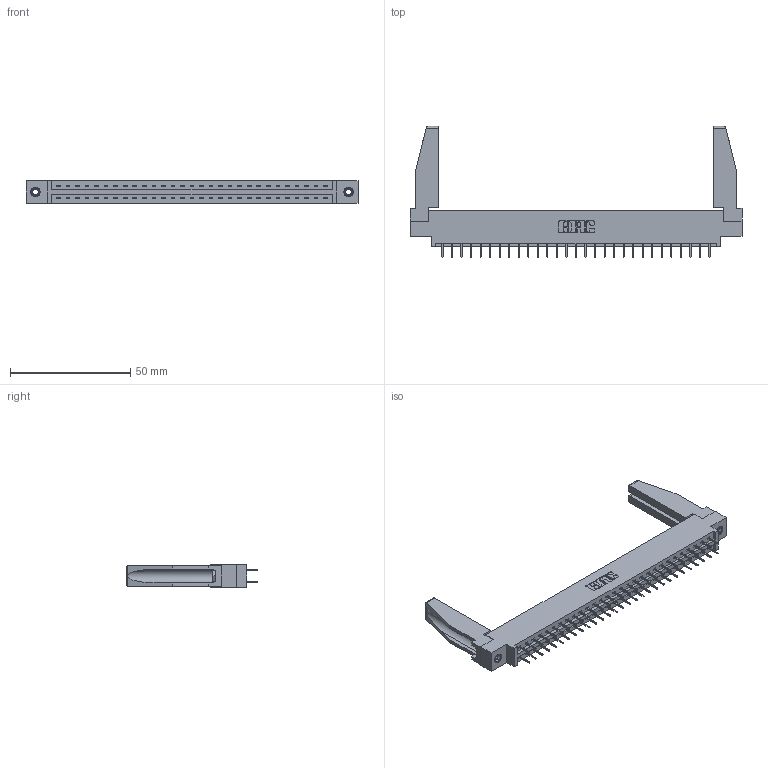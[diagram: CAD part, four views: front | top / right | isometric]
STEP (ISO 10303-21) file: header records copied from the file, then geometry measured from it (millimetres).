
FILE_DESCRIPTION (( 'STEP AP203' ), '1' );
FILE_NAME ('337-058-524-878.STEP', '2019-10-11T20:39:34', ( '' ), ( '' ), 'SwSTEP 2.0', 'SolidWorks 2016', '' );
FILE_SCHEMA (( 'CONFIG_CONTROL_DESIGN' ));
Length unit declared in the file: inch
Products named in the file (5): 337 Part_0.170 Offset - 0.156 Dia-TI; 337-058-524-878; 345-250-001_345-250-001-102; 307-220-078; 345-292-001_345-293-124
Assembly tree (63 placements, depth 2):
  337-058-524-878
    337 Part_0.170 Offset - 0.156 Dia-TI
    345-292-001_345-293-124  x58
    345-250-001_345-250-001-102  x2
    307-220-078  x2
Bounding box: 137.92 x 54.49 x 9.4 mm (x, y, z)
Volume: 18150.3 mm3; surface area: 19544.7 mm2
Topology: 63 solids, 63 shells, 3612 faces, 10223 edges, 6574 vertices
Faces by surface type: plane 2710, cylinder 886, cone 12, torus 4
Entity records: 26812 total; most frequent: CARTESIAN_POINT 4528, ORIENTED_EDGE 4420, DIRECTION 3882, EDGE_CURVE 2210, LINE 2048, VECTOR 2048, VERTEX_POINT 1464, AXIS2_PLACEMENT_3D 917
